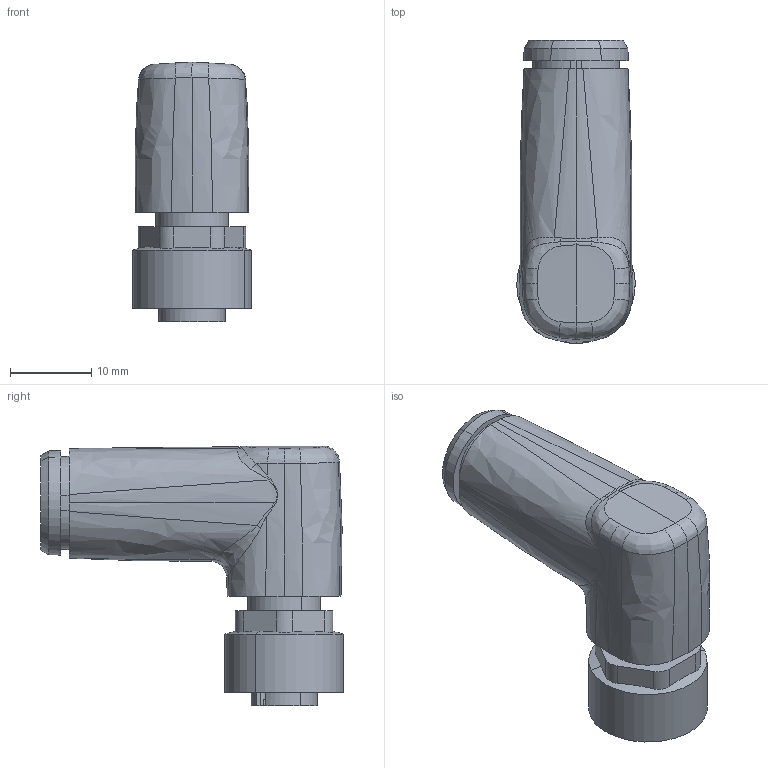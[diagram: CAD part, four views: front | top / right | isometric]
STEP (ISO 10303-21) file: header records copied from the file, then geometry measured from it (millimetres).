
FILE_DESCRIPTION(('Open CASCADE Model'),'2;1');
FILE_NAME ('1489558-7_0', '2026-01-12T09:38:08', ('Author'), ('Weidmueller'), 'Open CASCADE STEP processor 7.7', 'Open CASCADE 7.7', 'none');
FILE_SCHEMA(('AUTOMOTIVE_DESIGN { 1 0 10303 214 1 1 1 1 }'));
Length unit declared in the file: millimetre
Products named in the file (1): 2956790000
Bounding box: 14.6 x 37.3 x 32 mm (x, y, z)
Volume: 7976.4 mm3; surface area: 4037.1 mm2
Topology: 1 solids, 2 shells, 358 faces, 847 edges, 513 vertices
Faces by surface type: bspline 116, plane 91, cylinder 90, cone 40, torus 16, revolution 5
Entity records: 22750 total; most frequent: CARTESIAN_POINT 11151, ORIENTED_EDGE 1694, DIRECTION 1250, EDGE_CURVE 847, VERTEX_POINT 513, AXIS2_PLACEMENT_3D 480, PRESENTATION_STYLE_ASSIGNMENT 464, SURFACE_STYLE_USAGE 464
